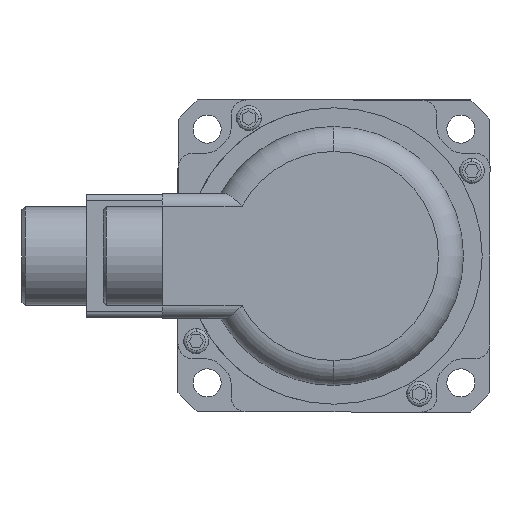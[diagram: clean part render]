
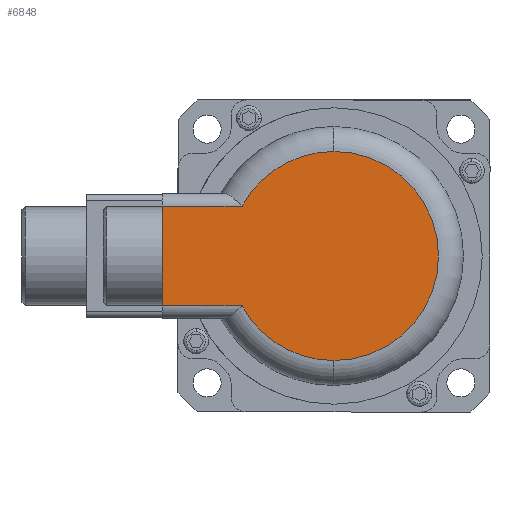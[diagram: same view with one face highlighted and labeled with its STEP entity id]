
A CAD part, left-side view. The second image highlights one B-rep face of the part: STEP entity #6848.
In plain terms, the highlighted planar face has unit normal (-1, 0, 0).
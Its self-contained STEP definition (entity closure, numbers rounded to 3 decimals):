
#216 = AXIS2_PLACEMENT_3D ( 'NONE', #13398, #6630, #14545 ) ;
#329 = CARTESIAN_POINT ( 'NONE',  ( -115.75, 0., 16. ) ) ;
#592 = VECTOR ( 'NONE', #10753, 1000. ) ;
#615 = ORIENTED_EDGE ( 'NONE', *, *, #12528, .F. ) ;
#1007 = CARTESIAN_POINT ( 'NONE',  ( -115.75, 29.432, 16. ) ) ;
#1180 = DIRECTION ( 'NONE',  ( -1., 0., 0. ) ) ;
#1202 = DIRECTION ( 'NONE',  ( 0., -1., 0. ) ) ;
#1739 = CIRCLE ( 'NONE', #11931, 33.5 ) ;
#1766 = VECTOR ( 'NONE', #6193, 1000. ) ;
#2351 = ORIENTED_EDGE ( 'NONE', *, *, #14699, .T. ) ;
#2617 = CIRCLE ( 'NONE', #216, 33.5 ) ;
#2653 = DIRECTION ( 'NONE',  ( -1., 0., 0. ) ) ;
#2828 = CARTESIAN_POINT ( 'NONE',  ( -115.75, 55., 16. ) ) ;
#3041 = VERTEX_POINT ( 'NONE', #1007 ) ;
#3375 = CARTESIAN_POINT ( 'NONE',  ( -115.75, 0., -33.5 ) ) ;
#4864 = LINE ( 'NONE', #329, #1766 ) ;
#5130 = CARTESIAN_POINT ( 'NONE',  ( -115.75, 55., -16. ) ) ;
#5307 = EDGE_CURVE ( 'NONE', #14824, #3041, #1739, .T. ) ;
#5600 = FACE_OUTER_BOUND ( 'NONE', #10130, .T. ) ;
#5844 = ORIENTED_EDGE ( 'NONE', *, *, #11691, .T. ) ;
#5999 = DIRECTION ( 'NONE',  ( 1., 0., 0. ) ) ;
#6123 = AXIS2_PLACEMENT_3D ( 'NONE', #11585, #5999, #13914 ) ;
#6164 = EDGE_CURVE ( 'NONE', #13761, #6724, #2617, .T. ) ;
#6193 = DIRECTION ( 'NONE',  ( 0., 1., 0. ) ) ;
#6630 = DIRECTION ( 'NONE',  ( -1., 0., 0. ) ) ;
#6724 = VERTEX_POINT ( 'NONE', #3375 ) ;
#6848 = ADVANCED_FACE ( 'NONE', ( #5600 ), #12750, .F. ) ;
#7342 = ORIENTED_EDGE ( 'NONE', *, *, #11547, .T. ) ;
#7550 = ORIENTED_EDGE ( 'NONE', *, *, #6164, .T. ) ;
#8056 = LINE ( 'NONE', #14666, #13713 ) ;
#8101 = CARTESIAN_POINT ( 'NONE',  ( -115.75, 0., 0. ) ) ;
#8991 = CARTESIAN_POINT ( 'NONE',  ( -115.75, 29.432, -16. ) ) ;
#9233 = DIRECTION ( 'NONE',  ( 0., 0., -1. ) ) ;
#9511 = CARTESIAN_POINT ( 'NONE',  ( -115.75, 0., 0. ) ) ;
#9625 = CARTESIAN_POINT ( 'NONE',  ( -115.75, 55., 0. ) ) ;
#9770 = LINE ( 'NONE', #9625, #592 ) ;
#9890 = CARTESIAN_POINT ( 'NONE',  ( -115.75, 0., 33.5 ) ) ;
#10130 = EDGE_LOOP ( 'NONE', ( #615, #7342, #7550, #5844, #12556, #2351 ) ) ;
#10632 = DIRECTION ( 'NONE',  ( 0., 0., -1. ) ) ;
#10753 = DIRECTION ( 'NONE',  ( 0., 0., 1. ) ) ;
#11228 = CIRCLE ( 'NONE', #12146, 33.5 ) ;
#11547 = EDGE_CURVE ( 'NONE', #14750, #13761, #8056, .T. ) ;
#11585 = CARTESIAN_POINT ( 'NONE',  ( -115.75, 0., 0. ) ) ;
#11691 = EDGE_CURVE ( 'NONE', #6724, #14824, #11228, .T. ) ;
#11931 = AXIS2_PLACEMENT_3D ( 'NONE', #8101, #1180, #9233 ) ;
#12146 = AXIS2_PLACEMENT_3D ( 'NONE', #9511, #2653, #10632 ) ;
#12528 = EDGE_CURVE ( 'NONE', #14750, #12553, #9770, .T. ) ;
#12553 = VERTEX_POINT ( 'NONE', #2828 ) ;
#12556 = ORIENTED_EDGE ( 'NONE', *, *, #5307, .T. ) ;
#12750 = PLANE ( 'NONE',  #6123 ) ;
#13398 = CARTESIAN_POINT ( 'NONE',  ( -115.75, 0., 0. ) ) ;
#13713 = VECTOR ( 'NONE', #1202, 1000. ) ;
#13761 = VERTEX_POINT ( 'NONE', #8991 ) ;
#13914 = DIRECTION ( 'NONE',  ( 0., 0., -1. ) ) ;
#14545 = DIRECTION ( 'NONE',  ( 0., 0., -1. ) ) ;
#14666 = CARTESIAN_POINT ( 'NONE',  ( -115.75, 0., -16. ) ) ;
#14699 = EDGE_CURVE ( 'NONE', #3041, #12553, #4864, .T. ) ;
#14750 = VERTEX_POINT ( 'NONE', #5130 ) ;
#14824 = VERTEX_POINT ( 'NONE', #9890 ) ;
